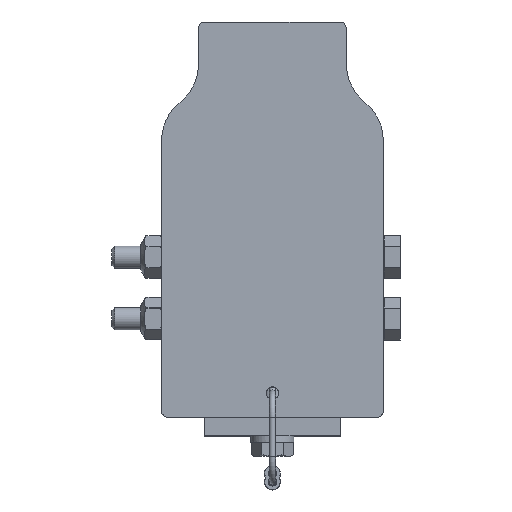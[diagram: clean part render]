
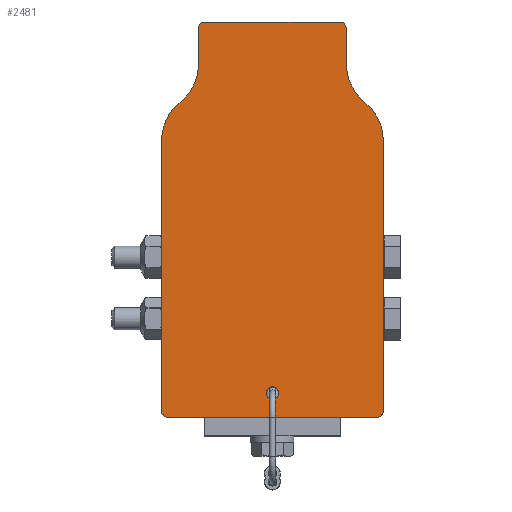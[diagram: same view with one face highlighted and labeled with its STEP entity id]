
A CAD part, top view. The second image highlights one B-rep face of the part: STEP entity #2481.
In plain terms, the highlighted planar face has unit normal (0, 0, 1).
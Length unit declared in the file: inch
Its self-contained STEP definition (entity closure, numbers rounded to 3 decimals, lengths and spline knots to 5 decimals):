
#344=CARTESIAN_POINT('',(2.375,0.48875,0.0));
#345=VERTEX_POINT('',#344);
#346=CARTESIAN_POINT('',(2.25,0.48875,0.0));
#347=DIRECTION('',(0.0,0.0,-1.0));
#348=DIRECTION('',(1.0,0.0,0.0));
#349=AXIS2_PLACEMENT_3D('',#346,#347,#348);
#350=CIRCLE('',#349,0.125);
#351=EDGE_CURVE('',#345,#345,#350,.T.);
#2318=CARTESIAN_POINT('',(0.75,7.895,0.0));
#2319=VERTEX_POINT('',#2318);
#2326=CARTESIAN_POINT('',(0.875,8.02,0.0));
#2327=VERTEX_POINT('',#2326);
#2328=CARTESIAN_POINT('',(0.875,7.895,0.0));
#2329=DIRECTION('',(0.0,0.0,-1.));
#2330=DIRECTION('',(-0.707,0.707,0.0));
#2331=AXIS2_PLACEMENT_3D('',#2328,#2329,#2330);
#2332=CIRCLE('',#2331,0.125);
#2333=EDGE_CURVE('',#2319,#2327,#2332,.T.);
#2350=CARTESIAN_POINT('',(3.625,8.02,0.0));
#2351=VERTEX_POINT('',#2350);
#2352=CARTESIAN_POINT('',(0.875,8.02,0.0));
#2353=DIRECTION('',(1.0,0.0,0.0));
#2354=VECTOR('',#2353,2.75);
#2355=LINE('',#2352,#2354);
#2356=EDGE_CURVE('',#2327,#2351,#2355,.T.);
#2368=CARTESIAN_POINT('',(2.25,3.80509,0.0));
#2369=DIRECTION('',(0.0,0.0,1.0));
#2370=DIRECTION('',(1.0,0.0,0.0));
#2371=AXIS2_PLACEMENT_3D('',#2368,#2369,#2370);
#2372=PLANE('',#2371);
#2373=ORIENTED_EDGE('',*,*,#2333,.F.);
#2374=CARTESIAN_POINT('',(0.75,7.175,0.0));
#2375=VERTEX_POINT('',#2374);
#2376=CARTESIAN_POINT('',(0.75,7.175,0.0));
#2377=DIRECTION('',(0.0,1.0,0.0));
#2378=VECTOR('',#2377,0.72);
#2379=LINE('',#2376,#2378);
#2380=EDGE_CURVE('',#2375,#2319,#2379,.T.);
#2381=ORIENTED_EDGE('',*,*,#2380,.F.);
#2382=CARTESIAN_POINT('',(0.375,6.39437,0.0));
#2383=VERTEX_POINT('',#2382);
#2384=CARTESIAN_POINT('',(-0.25,7.175,0.0));
#2385=DIRECTION('',(0.0,0.0,1.));
#2386=DIRECTION('',(0.625,-0.781,0.0));
#2387=AXIS2_PLACEMENT_3D('',#2384,#2385,#2386);
#2388=CIRCLE('',#2387,1.0);
#2389=EDGE_CURVE('',#2383,#2375,#2388,.T.);
#2390=ORIENTED_EDGE('',*,*,#2389,.F.);
#2391=CARTESIAN_POINT('',(0.0,5.61375,0.0));
#2392=VERTEX_POINT('',#2391);
#2393=CARTESIAN_POINT('',(1.0,5.61375,0.0));
#2394=DIRECTION('',(0.0,0.0,-1.));
#2395=DIRECTION('',(0.625,-0.781,0.0));
#2396=AXIS2_PLACEMENT_3D('',#2393,#2394,#2395);
#2397=CIRCLE('',#2396,1.0);
#2398=EDGE_CURVE('',#2392,#2383,#2397,.T.);
#2399=ORIENTED_EDGE('',*,*,#2398,.F.);
#2400=CARTESIAN_POINT('',(0.0,0.125,0.0));
#2401=VERTEX_POINT('',#2400);
#2402=CARTESIAN_POINT('',(0.0,0.125,0.0));
#2403=DIRECTION('',(0.0,1.0,0.0));
#2404=VECTOR('',#2403,5.48875);
#2405=LINE('',#2402,#2404);
#2406=EDGE_CURVE('',#2401,#2392,#2405,.T.);
#2407=ORIENTED_EDGE('',*,*,#2406,.F.);
#2408=CARTESIAN_POINT('',(0.125,0.0,0.0));
#2409=VERTEX_POINT('',#2408);
#2410=CARTESIAN_POINT('',(0.125,0.125,0.0));
#2411=DIRECTION('',(0.0,0.0,-1.));
#2412=DIRECTION('',(-0.707,-0.707,0.0));
#2413=AXIS2_PLACEMENT_3D('',#2410,#2411,#2412);
#2414=CIRCLE('',#2413,0.125);
#2415=EDGE_CURVE('',#2409,#2401,#2414,.T.);
#2416=ORIENTED_EDGE('',*,*,#2415,.F.);
#2417=CARTESIAN_POINT('',(4.375,0.0,0.0));
#2418=VERTEX_POINT('',#2417);
#2419=CARTESIAN_POINT('',(4.375,0.0,0.0));
#2420=DIRECTION('',(-1.0,0.0,0.0));
#2421=VECTOR('',#2420,4.25);
#2422=LINE('',#2419,#2421);
#2423=EDGE_CURVE('',#2418,#2409,#2422,.T.);
#2424=ORIENTED_EDGE('',*,*,#2423,.F.);
#2425=CARTESIAN_POINT('',(4.5,0.125,0.0));
#2426=VERTEX_POINT('',#2425);
#2427=CARTESIAN_POINT('',(4.375,0.125,0.0));
#2428=DIRECTION('',(0.0,0.0,-1.0));
#2429=DIRECTION('',(0.707,-0.707,0.0));
#2430=AXIS2_PLACEMENT_3D('',#2427,#2428,#2429);
#2431=CIRCLE('',#2430,0.125);
#2432=EDGE_CURVE('',#2426,#2418,#2431,.T.);
#2433=ORIENTED_EDGE('',*,*,#2432,.F.);
#2434=CARTESIAN_POINT('',(4.5,5.61375,0.0));
#2435=VERTEX_POINT('',#2434);
#2436=CARTESIAN_POINT('',(4.5,5.61375,0.0));
#2437=DIRECTION('',(0.0,-1.0,0.0));
#2438=VECTOR('',#2437,5.48875);
#2439=LINE('',#2436,#2438);
#2440=EDGE_CURVE('',#2435,#2426,#2439,.T.);
#2441=ORIENTED_EDGE('',*,*,#2440,.F.);
#2442=CARTESIAN_POINT('',(4.125,6.39437,0.0));
#2443=VERTEX_POINT('',#2442);
#2444=CARTESIAN_POINT('',(3.5,5.61375,0.0));
#2445=DIRECTION('',(0.0,0.0,-1.0));
#2446=DIRECTION('',(-1.0,0.0,0.0));
#2447=AXIS2_PLACEMENT_3D('',#2444,#2445,#2446);
#2448=CIRCLE('',#2447,1.0);
#2449=EDGE_CURVE('',#2443,#2435,#2448,.T.);
#2450=ORIENTED_EDGE('',*,*,#2449,.F.);
#2451=CARTESIAN_POINT('',(3.75,7.175,0.0));
#2452=VERTEX_POINT('',#2451);
#2453=CARTESIAN_POINT('',(4.75,7.175,0.0));
#2454=DIRECTION('',(0.0,0.0,1.0));
#2455=DIRECTION('',(-1.0,0.0,0.0));
#2456=AXIS2_PLACEMENT_3D('',#2453,#2454,#2455);
#2457=CIRCLE('',#2456,1.0);
#2458=EDGE_CURVE('',#2452,#2443,#2457,.T.);
#2459=ORIENTED_EDGE('',*,*,#2458,.F.);
#2460=CARTESIAN_POINT('',(3.75,7.895,0.0));
#2461=VERTEX_POINT('',#2460);
#2462=CARTESIAN_POINT('',(3.75,7.895,0.0));
#2463=DIRECTION('',(0.0,-1.0,0.0));
#2464=VECTOR('',#2463,0.72);
#2465=LINE('',#2462,#2464);
#2466=EDGE_CURVE('',#2461,#2452,#2465,.T.);
#2467=ORIENTED_EDGE('',*,*,#2466,.F.);
#2468=CARTESIAN_POINT('',(3.625,7.895,0.0));
#2469=DIRECTION('',(0.0,0.0,-1.0));
#2470=DIRECTION('',(0.707,0.707,0.0));
#2471=AXIS2_PLACEMENT_3D('',#2468,#2469,#2470);
#2472=CIRCLE('',#2471,0.125);
#2473=EDGE_CURVE('',#2351,#2461,#2472,.T.);
#2474=ORIENTED_EDGE('',*,*,#2473,.F.);
#2475=ORIENTED_EDGE('',*,*,#2356,.F.);
#2476=EDGE_LOOP('',(#2373,#2381,#2390,#2399,#2407,#2416,#2424,#2433,#2441,#2450,#2459,#2467,#2474,#2475));
#2477=FACE_OUTER_BOUND('',#2476,.T.);
#2478=ORIENTED_EDGE('',*,*,#351,.T.);
#2479=EDGE_LOOP('',(#2478));
#2480=FACE_BOUND('',#2479,.T.);
#2481=ADVANCED_FACE('',(#2477,#2480),#2372,.T.);
